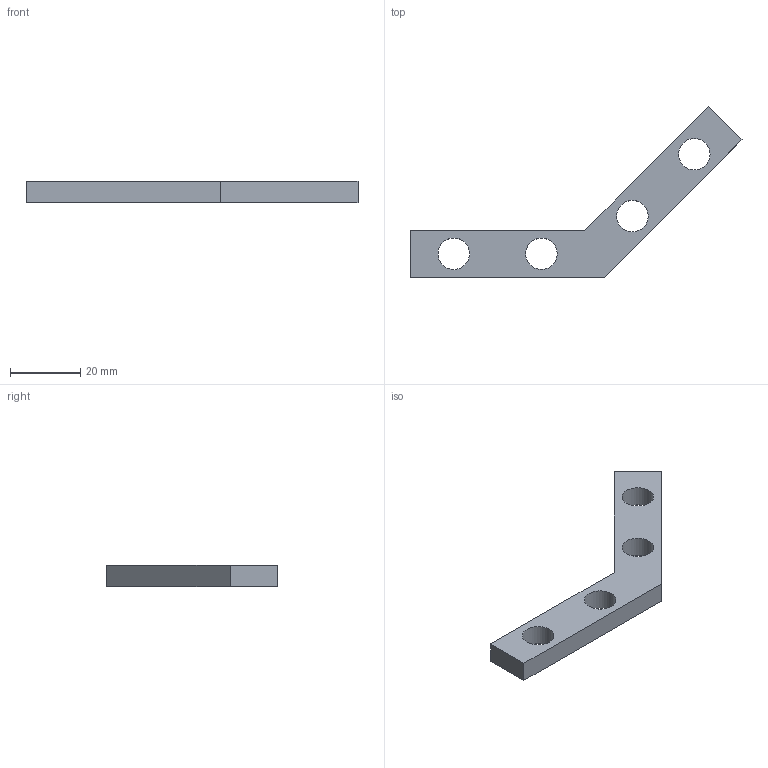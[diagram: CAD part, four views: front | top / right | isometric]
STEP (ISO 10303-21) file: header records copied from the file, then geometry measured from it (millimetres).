
FILE_DESCRIPTION(('STEP AP203'),'2;1');
FILE_NAME('14.306.00.stp','2011-03-05T12:38:35',(''),(''),'2009.3.110','THINKDESIGN','');
FILE_SCHEMA(('CONFIG_CONTROL_DESIGN'));
Length unit declared in the file: millimetre
Bounding box: 94.74 x 48.79 x 6 mm (x, y, z)
Volume: 7011.2 mm3; surface area: 4442.6 mm2
Topology: 1 solids, 1 shells, 12 faces, 38 edges, 28 vertices
Faces by surface type: plane 8, cylinder 4
Full cylindrical faces by diameter (mm): 9 x4
Entity records: 552 total; most frequent: CARTESIAN_POINT 79, DIRECTION 78, ORIENTED_EDGE 76, EDGE_CURVE 38, AXIS2_PLACEMENT_3D 28, VERTEX_POINT 28, VECTOR 22, LINE 22
